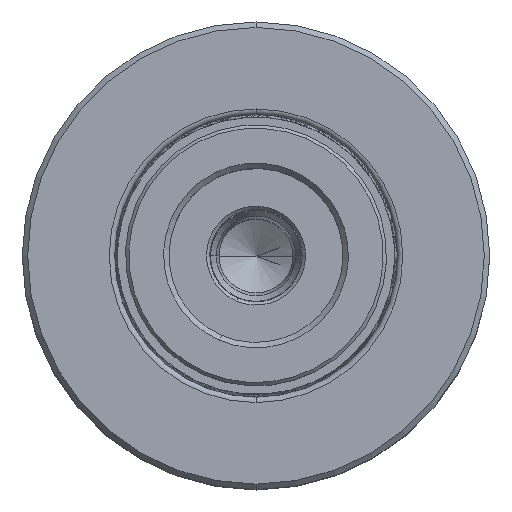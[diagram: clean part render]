
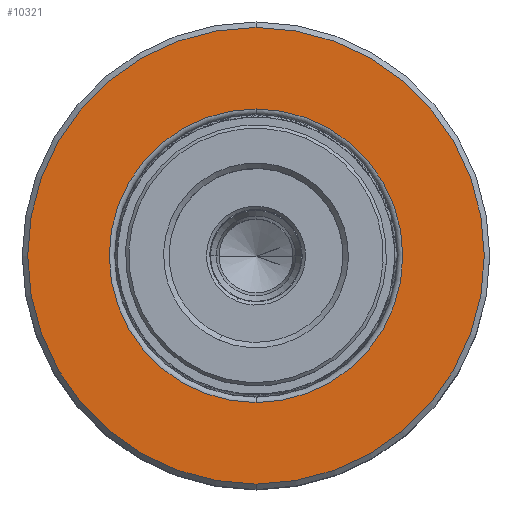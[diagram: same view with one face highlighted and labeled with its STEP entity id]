
A CAD part, top view. The second image highlights one B-rep face of the part: STEP entity #10321.
In plain terms, the highlighted face is planar.
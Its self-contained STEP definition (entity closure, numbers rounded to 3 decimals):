
#916 = VERTEX_POINT ( 'NONE', #30812 ) ;
#1774 = CARTESIAN_POINT ( 'NONE',  ( 0., 15.687, 0. ) ) ;
#1991 = EDGE_CURVE ( 'NONE', #916, #15375, #18821, .T. ) ;
#3718 = CARTESIAN_POINT ( 'NONE',  ( 0., 15.687, -13.5 ) ) ;
#4525 = DIRECTION ( 'NONE',  ( 0., 0., 1. ) ) ;
#5161 = DIRECTION ( 'NONE',  ( 0., -1., 0. ) ) ;
#7102 = ORIENTED_EDGE ( 'NONE', *, *, #17372, .F. ) ;
#7388 = DIRECTION ( 'NONE',  ( 0., -1., 0. ) ) ;
#7553 = FACE_BOUND ( 'NONE', #13681, .T. ) ;
#7604 = ORIENTED_EDGE ( 'NONE', *, *, #35003, .T. ) ;
#8693 = CIRCLE ( 'NONE', #10027, 21. ) ;
#9641 = VERTEX_POINT ( 'NONE', #3718 ) ;
#9957 = ORIENTED_EDGE ( 'NONE', *, *, #33765, .T. ) ;
#10027 = AXIS2_PLACEMENT_3D ( 'NONE', #26490, #15376, #34800 ) ;
#10260 = DIRECTION ( 'NONE',  ( 0., 0., -1. ) ) ;
#10321 = ADVANCED_FACE ( 'NONE', ( #7553, #14916 ), #20642, .T. ) ;
#12396 = CARTESIAN_POINT ( 'NONE',  ( 0., 15.687, 0. ) ) ;
#13681 = EDGE_LOOP ( 'NONE', ( #7604, #9957 ) ) ;
#14567 = ORIENTED_EDGE ( 'NONE', *, *, #1991, .F. ) ;
#14916 = FACE_OUTER_BOUND ( 'NONE', #19578, .T. ) ;
#15340 = DIRECTION ( 'NONE',  ( 0., 1., 0. ) ) ;
#15375 = VERTEX_POINT ( 'NONE', #19332 ) ;
#15376 = DIRECTION ( 'NONE',  ( 0., -1., 0. ) ) ;
#15408 = CARTESIAN_POINT ( 'NONE',  ( 0., 15.687, 13.5 ) ) ;
#16716 = CIRCLE ( 'NONE', #23179, 13.5 ) ;
#17372 = EDGE_CURVE ( 'NONE', #15375, #916, #8693, .T. ) ;
#18821 = CIRCLE ( 'NONE', #34163, 21. ) ;
#19332 = CARTESIAN_POINT ( 'NONE',  ( 0., 15.687, 21. ) ) ;
#19578 = EDGE_LOOP ( 'NONE', ( #14567, #7102 ) ) ;
#19699 = VERTEX_POINT ( 'NONE', #15408 ) ;
#20378 = DIRECTION ( 'NONE',  ( 0., 0., -1. ) ) ;
#20498 = DIRECTION ( 'NONE',  ( 0., -1., 0. ) ) ;
#20642 = PLANE ( 'NONE',  #31508 ) ;
#23179 = AXIS2_PLACEMENT_3D ( 'NONE', #1774, #7388, #29153 ) ;
#24662 = CARTESIAN_POINT ( 'NONE',  ( 0., 15.687, 0. ) ) ;
#26490 = CARTESIAN_POINT ( 'NONE',  ( 0., 15.687, 0. ) ) ;
#29112 = CARTESIAN_POINT ( 'NONE',  ( 21., 15.687, 0. ) ) ;
#29153 = DIRECTION ( 'NONE',  ( 0., 0., -1. ) ) ;
#30812 = CARTESIAN_POINT ( 'NONE',  ( 0., 15.687, -21. ) ) ;
#31508 = AXIS2_PLACEMENT_3D ( 'NONE', #29112, #15340, #4525 ) ;
#33125 = AXIS2_PLACEMENT_3D ( 'NONE', #24662, #5161, #10260 ) ;
#33544 = CIRCLE ( 'NONE', #33125, 13.5 ) ;
#33765 = EDGE_CURVE ( 'NONE', #19699, #9641, #16716, .T. ) ;
#34163 = AXIS2_PLACEMENT_3D ( 'NONE', #12396, #20498, #20378 ) ;
#34800 = DIRECTION ( 'NONE',  ( 0., 0., -1. ) ) ;
#35003 = EDGE_CURVE ( 'NONE', #9641, #19699, #33544, .T. ) ;
